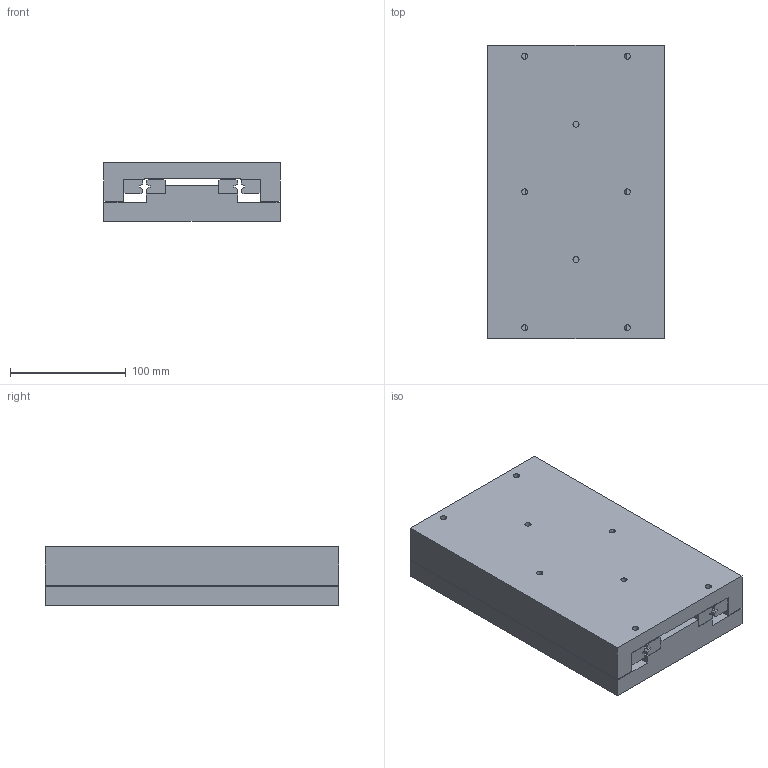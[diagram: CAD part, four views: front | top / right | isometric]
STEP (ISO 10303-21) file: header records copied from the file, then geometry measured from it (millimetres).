
FILE_DESCRIPTION((''),'2;1');
FILE_NAME('XAC-6-10-9.stp','2004-01-12T23:26:49',('Owner'),(''),'Autodesk Inventor (tm) 5.3','Autodesk Inventor (tm) 5.3','');
FILE_SCHEMA(('CONFIG_CONTROL_DESIGN'));
Length unit declared in the file: inch
Products named in the file (7): XAC-6-10-9; XAC-6-10-9 BOTTOM_BASE; XAC-6-10-9 TOP_PLATE; XAC-6-10-9 RAIL-1; XAC-6-10-9 RAIL-2; XAC-6-10-9 RAIL-3; XAC-6-10-9 RAIL-4
Assembly tree (6 placements, depth 2):
  XAC-6-10-9
    XAC-6-10-9 BOTTOM_BASE
    XAC-6-10-9 TOP_PLATE
    XAC-6-10-9 RAIL-1
    XAC-6-10-9 RAIL-2
    XAC-6-10-9 RAIL-3
    XAC-6-10-9 RAIL-4
Bounding box: 152.4 x 254 x 50.8 mm (x, y, z)
Volume: 1771703 mm3; surface area: 275596.1 mm2
Topology: 6 solids, 6 shells, 131 faces, 354 edges, 236 vertices
Faces by surface type: plane 95, bspline 36
Entity records: 5475 total; most frequent: CARTESIAN_POINT 1290, ORIENTED_EDGE 708, DIRECTION 640, EDGE_CURVE 354, VECTOR 284, LINE 284, VERTEX_POINT 236, AXIS2_PLACEMENT_3D 178
